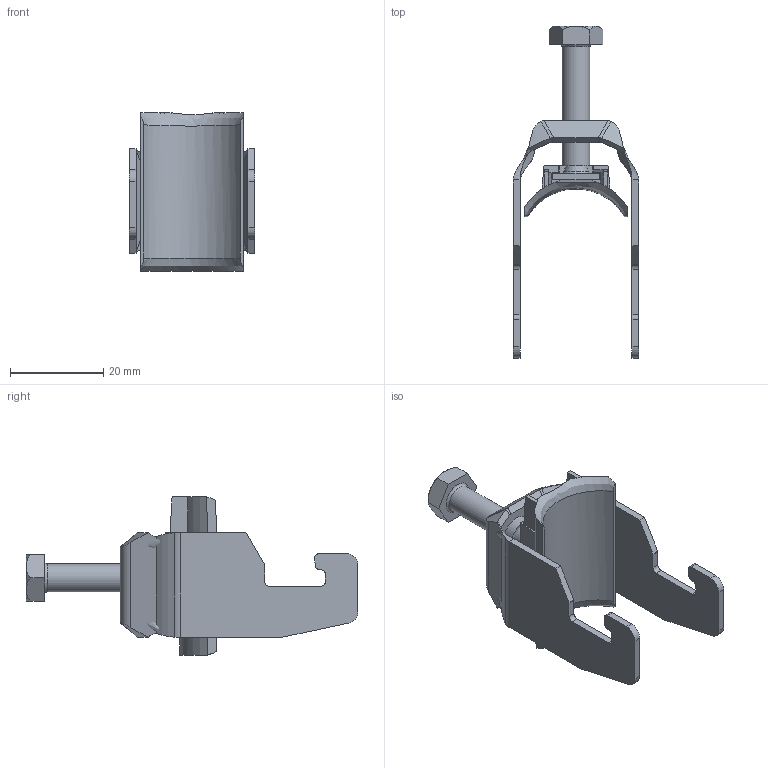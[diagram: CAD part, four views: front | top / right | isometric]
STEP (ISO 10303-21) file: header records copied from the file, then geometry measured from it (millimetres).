
FILE_DESCRIPTION (( 'STEP AP214' ), '1' );
FILE_NAME ('1186716.stp', '2023-09-22T08:03:12', ( '' ), ( '' ), 'SwSTEP 2.0', 'SolidWorks 2022', '' );
FILE_SCHEMA (( 'AUTOMOTIVE_DESIGN' ));
Length unit declared in the file: millimetre
Products named in the file (5): EB101-04-02_Einspritzpunkt Links; 157108_1Fach; EB101-00-04_Standard; 1186716; 142951_M6 x 26
Assembly tree (4 placements, depth 2):
  1186716
    157108_1Fach
    142951_M6 x 26
    EB101-00-04_Standard
    EB101-04-02_Einspritzpunkt Links
Bounding box: 27 x 71.25 x 34.04 mm (x, y, z)
Volume: 6468.4 mm3; surface area: 8900.8 mm2
Topology: 4 solids, 4 shells, 195 faces, 510 edges, 329 vertices
Faces by surface type: plane 112, cylinder 39, bspline 34, cone 8, torus 2
Full cylindrical faces by diameter (mm): 2.9 x1, 3.2 x1, 4.2 x2, 6 x1, 7.2 x1, 8.2 x1
Entity records: 15789 total; most frequent: CARTESIAN_POINT 11247, ORIENTED_EDGE 984, DIRECTION 757, EDGE_CURVE 492, VERTEX_POINT 324, AXIS2_PLACEMENT_3D 254, VECTOR 249, LINE 249
